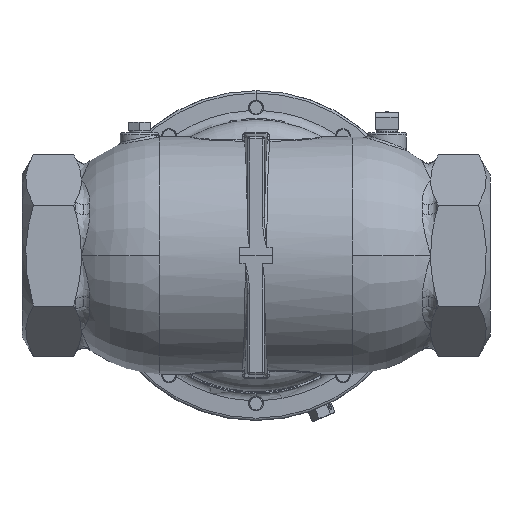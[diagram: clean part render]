
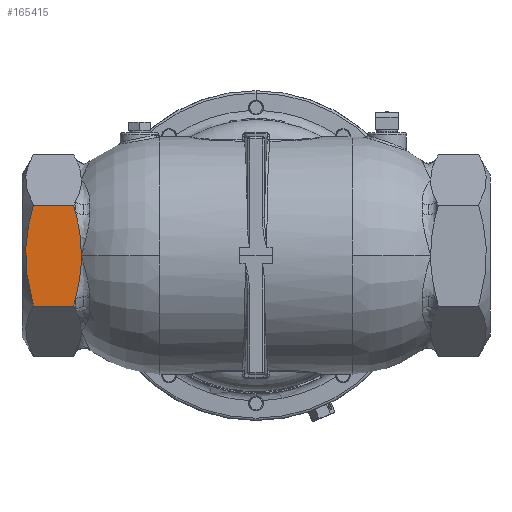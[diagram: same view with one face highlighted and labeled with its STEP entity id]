
A CAD part, front view. The second image highlights one B-rep face of the part: STEP entity #165415.
In plain terms, the highlighted planar face has unit normal (0, -1, 0).
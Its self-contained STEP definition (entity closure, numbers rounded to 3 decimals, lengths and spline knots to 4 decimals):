
#1002 = CARTESIAN_POINT ( 'NONE',  ( -4.701, -2.25, -1.299 ) ) ;
#1277 = VECTOR ( 'NONE', #152476, 39.3701 ) ;
#6551 = EDGE_CURVE ( 'NONE', #142447, #32904, #35396, .T. ) ;
#7785 = CARTESIAN_POINT ( 'NONE',  ( -4.6277, -2.25, -1.025 ) ) ;
#8328 = CARTESIAN_POINT ( 'NONE',  ( -4.6512, -2.25, -1.1165 ) ) ;
#11598 = CARTESIAN_POINT ( 'NONE',  ( -5.7365, -2.25, -1.299 ) ) ;
#13894 = CARTESIAN_POINT ( 'NONE',  ( -4.6835, -2.25, -1.2385 ) ) ;
#15161 = EDGE_CURVE ( 'NONE', #142447, #71088, #105379, .T. ) ;
#20655 = CARTESIAN_POINT ( 'NONE',  ( -5.9328, -2.25, 0.2203 ) ) ;
#21295 = CARTESIAN_POINT ( 'NONE',  ( -4.6062, -2.25, -0.9324 ) ) ;
#24054 = CARTESIAN_POINT ( 'NONE',  ( -4.5136, -2.25, 0.33 ) ) ;
#24550 = CARTESIAN_POINT ( 'NONE',  ( -5.8447, -2.25, -0.8711 ) ) ;
#25134 = B_SPLINE_CURVE_WITH_KNOTS ( 'NONE', 3,
 ( #67479, #75230, #113928, #24054, #36944, #126851, #49879, #62806, #139732, #152708 ),
 .UNSPECIFIED., .F., .F.,
 ( 4, 2, 2, 2, 4 ),
 ( 0.0923, 0.0994, 0.103, 0.1066, 0.1209 ),
 .UNSPECIFIED. ) ;
#25310 = VERTEX_POINT ( 'NONE', #31887 ) ;
#26329 = B_SPLINE_CURVE_WITH_KNOTS ( 'NONE', 3,
 ( #11598, #66680, #121627, #24550, #107678, #78490, #152654, #86198, #80484, #44840, #20655, #127357, #69668, #91402, #45384, #146137, #135799, #159963 ),
 .UNSPECIFIED., .F., .F.,
 ( 4, 2, 2, 2, 2, 2, 2, 2, 4 ),
 ( 0.0586, 0.0669, 0.0753, 0.0836, 0.092, 0.1003, 0.1045, 0.1087, 0.1254 ),
 .UNSPECIFIED. ) ;
#31803 = EDGE_CURVE ( 'NONE', #32904, #25310, #26329, .T. ) ;
#31887 = CARTESIAN_POINT ( 'NONE',  ( -5.7365, -2.25, 1.299 ) ) ;
#32144 = EDGE_CURVE ( 'NONE', #53702, #25310, #165131, .T. ) ;
#32904 = VERTEX_POINT ( 'NONE', #104011 ) ;
#33204 = ORIENTED_EDGE ( 'NONE', *, *, #124716, .T. ) ;
#34163 = CARTESIAN_POINT ( 'NONE',  ( -4.5528, -2.25, -0.6543 ) ) ;
#35396 = LINE ( 'NONE', #64799, #1277 ) ;
#36944 = CARTESIAN_POINT ( 'NONE',  ( -4.5179, -2.25, 0.3774 ) ) ;
#44840 = CARTESIAN_POINT ( 'NONE',  ( -5.9375, -2.25, 0.1102 ) ) ;
#45384 = CARTESIAN_POINT ( 'NONE',  ( -5.8917, -2.25, 0.6052 ) ) ;
#45802 = CARTESIAN_POINT ( 'NONE',  ( -4.6512, -2.25, -1.1165 ) ) ;
#47111 = CARTESIAN_POINT ( 'NONE',  ( -4.5, -2.25, -0.1881 ) ) ;
#49879 = CARTESIAN_POINT ( 'NONE',  ( -4.5338, -2.25, 0.5184 ) ) ;
#52383 = B_SPLINE_CURVE_WITH_KNOTS ( 'NONE', 3,
 ( #94650, #146819, #57527, #147370 ),
 .UNSPECIFIED., .F., .F.,
 ( 4, 4 ),
 ( 0.1209, 0.1257 ),
 .UNSPECIFIED. ) ;
#53702 = VERTEX_POINT ( 'NONE', #118938 ) ;
#54283 = ORIENTED_EDGE ( 'NONE', *, *, #80949, .T. ) ;
#57527 = CARTESIAN_POINT ( 'NONE',  ( -4.6835, -2.25, 1.2384 ) ) ;
#57827 = DIRECTION ( 'NONE',  ( -1., 0., 0. ) ) ;
#58131 = CARTESIAN_POINT ( 'NONE',  ( -4.5, -2.25, 0. ) ) ;
#60058 = VERTEX_POINT ( 'NONE', #58131 ) ;
#60547 = ORIENTED_EDGE ( 'NONE', *, *, #6551, .F. ) ;
#60734 = VERTEX_POINT ( 'NONE', #102781 ) ;
#62056 = AXIS2_PLACEMENT_3D ( 'NONE', #88598, #76796, #166602 ) ;
#62629 = VECTOR ( 'NONE', #57827, 39.3701 ) ;
#62806 = CARTESIAN_POINT ( 'NONE',  ( -4.5666, -2.25, 0.7518 ) ) ;
#64799 = CARTESIAN_POINT ( 'NONE',  ( -4.5, -2.25, -1.299 ) ) ;
#66680 = CARTESIAN_POINT ( 'NONE',  ( -5.767, -2.25, -1.1934 ) ) ;
#67479 = CARTESIAN_POINT ( 'NONE',  ( -4.5, -2.25, 0. ) ) ;
#69668 = CARTESIAN_POINT ( 'NONE',  ( -5.9131, -2.25, 0.4411 ) ) ;
#70582 = ORIENTED_EDGE ( 'NONE', *, *, #15161, .T. ) ;
#71088 = VERTEX_POINT ( 'NONE', #45802 ) ;
#75230 = CARTESIAN_POINT ( 'NONE',  ( -4.5, -2.25, 0.094 ) ) ;
#75757 = EDGE_CURVE ( 'NONE', #60058, #60734, #25134, .T. ) ;
#76796 = DIRECTION ( 'NONE',  ( 0., 1., 0. ) ) ;
#77994 = CARTESIAN_POINT ( 'NONE',  ( -4.6512, -2.25, -1.1165 ) ) ;
#78490 = CARTESIAN_POINT ( 'NONE',  ( -5.9012, -2.25, -0.5458 ) ) ;
#80484 = CARTESIAN_POINT ( 'NONE',  ( -5.9375, -2.25, -0.1094 ) ) ;
#80949 = EDGE_CURVE ( 'NONE', #60734, #53702, #52383, .T. ) ;
#86198 = CARTESIAN_POINT ( 'NONE',  ( -5.9329, -2.25, -0.2188 ) ) ;
#88598 = CARTESIAN_POINT ( 'NONE',  ( -4.5, -2.25, 1.299 ) ) ;
#89685 = B_SPLINE_CURVE_WITH_KNOTS ( 'NONE', 3,
 ( #8328, #7785, #21295, #111181, #34163, #124095, #47111, #136953 ),
 .UNSPECIFIED., .F., .F.,
 ( 4, 2, 2, 4 ),
 ( 0.0637, 0.0708, 0.078, 0.0923 ),
 .UNSPECIFIED. ) ;
#91402 = CARTESIAN_POINT ( 'NONE',  ( -5.8995, -2.25, 0.5507 ) ) ;
#94650 = CARTESIAN_POINT ( 'NONE',  ( -4.6512, -2.25, 1.1165 ) ) ;
#99333 = ORIENTED_EDGE ( 'NONE', *, *, #31803, .F. ) ;
#100091 = EDGE_LOOP ( 'NONE', ( #99333, #60547, #70582, #33204, #156580, #54283, #157668 ) ) ;
#102781 = CARTESIAN_POINT ( 'NONE',  ( -4.6512, -2.25, 1.1165 ) ) ;
#104011 = CARTESIAN_POINT ( 'NONE',  ( -5.7365, -2.25, -1.299 ) ) ;
#105379 = B_SPLINE_CURVE_WITH_KNOTS ( 'NONE', 3,
 ( #1002, #13894, #154881, #77994 ),
 .UNSPECIFIED., .F., .F.,
 ( 4, 4 ),
 ( 0.0589, 0.0637 ),
 .UNSPECIFIED. ) ;
#107678 = CARTESIAN_POINT ( 'NONE',  ( -5.8662, -2.25, -0.7628 ) ) ;
#111181 = CARTESIAN_POINT ( 'NONE',  ( -4.5688, -2.25, -0.7472 ) ) ;
#113928 = CARTESIAN_POINT ( 'NONE',  ( -4.5034, -2.25, 0.1882 ) ) ;
#118938 = CARTESIAN_POINT ( 'NONE',  ( -4.701, -2.25, 1.299 ) ) ;
#121627 = CARTESIAN_POINT ( 'NONE',  ( -5.795, -2.25, -1.0868 ) ) ;
#124095 = CARTESIAN_POINT ( 'NONE',  ( -4.5138, -2.25, -0.3751 ) ) ;
#124716 = EDGE_CURVE ( 'NONE', #71088, #60058, #89685, .T. ) ;
#126851 = CARTESIAN_POINT ( 'NONE',  ( -4.528, -2.25, 0.4715 ) ) ;
#127357 = CARTESIAN_POINT ( 'NONE',  ( -5.9189, -2.25, 0.386 ) ) ;
#128616 = CARTESIAN_POINT ( 'NONE',  ( -4.701, -2.25, -1.299 ) ) ;
#129942 = FACE_OUTER_BOUND ( 'NONE', #100091, .T. ) ;
#135799 = CARTESIAN_POINT ( 'NONE',  ( -5.7972, -2.25, 1.0891 ) ) ;
#136953 = CARTESIAN_POINT ( 'NONE',  ( -4.5, -2.25, 0. ) ) ;
#139732 = CARTESIAN_POINT ( 'NONE',  ( -4.6046, -2.25, 0.9353 ) ) ;
#142447 = VERTEX_POINT ( 'NONE', #128616 ) ;
#146137 = CARTESIAN_POINT ( 'NONE',  ( -5.8476, -2.25, 0.8763 ) ) ;
#146819 = CARTESIAN_POINT ( 'NONE',  ( -4.6668, -2.25, 1.1776 ) ) ;
#147370 = CARTESIAN_POINT ( 'NONE',  ( -4.701, -2.25, 1.299 ) ) ;
#152476 = DIRECTION ( 'NONE',  ( -1., 0., 0. ) ) ;
#152654 = CARTESIAN_POINT ( 'NONE',  ( -5.9147, -2.25, -0.437 ) ) ;
#152708 = CARTESIAN_POINT ( 'NONE',  ( -4.6512, -2.25, 1.1165 ) ) ;
#153718 = PLANE ( 'NONE',  #62056 ) ;
#154881 = CARTESIAN_POINT ( 'NONE',  ( -4.6669, -2.25, -1.1777 ) ) ;
#156580 = ORIENTED_EDGE ( 'NONE', *, *, #75757, .T. ) ;
#157668 = ORIENTED_EDGE ( 'NONE', *, *, #32144, .T. ) ;
#159963 = CARTESIAN_POINT ( 'NONE',  ( -5.7365, -2.25, 1.299 ) ) ;
#160565 = CARTESIAN_POINT ( 'NONE',  ( -4.5, -2.25, 1.299 ) ) ;
#165131 = LINE ( 'NONE', #160565, #62629 ) ;
#165415 = ADVANCED_FACE ( 'NONE', ( #129942 ), #153718, .F. ) ;
#166602 = DIRECTION ( 'NONE',  ( 0., 0., 1. ) ) ;
